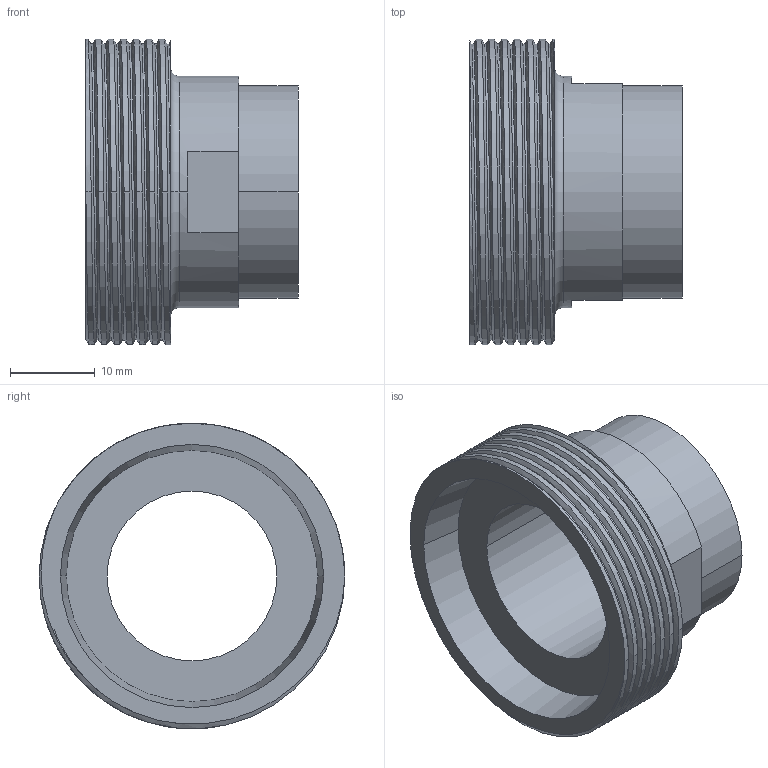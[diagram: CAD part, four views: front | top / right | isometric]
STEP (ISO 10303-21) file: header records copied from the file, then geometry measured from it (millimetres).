
FILE_DESCRIPTION (( 'STEP AP203' ), '1' );
FILE_NAME ('3D_R131-SG_25-20_17102940.STEP', '2024-08-15T10:45:29', ( '' ), ( '' ), 'SwSTEP 2.0', 'SolidWorks 2024', '' );
FILE_SCHEMA (( 'CONFIG_CONTROL_DESIGN' ));
Length unit declared in the file: millimetre
Products named in the file (1): 3D_R131-SG_25-20_17102940
Bounding box: 25 x 36 x 36 mm (x, y, z)
Volume: 8115.5 mm3; surface area: 5810.3 mm2
Topology: 1 solids, 1 shells, 37 faces, 93 edges, 61 vertices
Faces by surface type: cylinder 21, plane 9, bspline 3, torus 2, cone 2
Entity records: 2400 total; most frequent: CARTESIAN_POINT 1515, ORIENTED_EDGE 186, DIRECTION 154, EDGE_CURVE 93, AXIS2_PLACEMENT_3D 62, VERTEX_POINT 61, EDGE_LOOP 42, FACE_OUTER_BOUND 37
